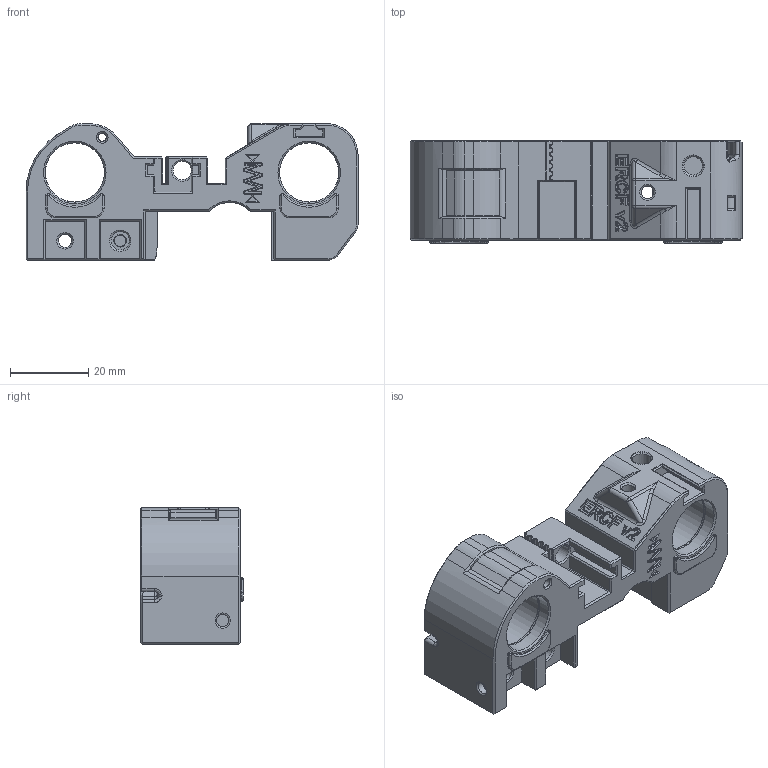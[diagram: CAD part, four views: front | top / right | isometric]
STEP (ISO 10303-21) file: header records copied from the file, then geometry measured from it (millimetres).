
FILE_DESCRIPTION(/* description */ (''),/* implementation_level */ '2;1');
FILE_NAME(/* name */ '[a]Selector_for_servo28mm.step',/* time_stamp */ '2024-08-11T09:32:59-04:00',/* author */ (''),/* organization */ (''),/* preprocessor_version */ 'ST-DEVELOPER v20',/* originating_system */ 'Autodesk Translation Framework v13.14.0.145',/* authorisation */ '');
FILE_SCHEMA (('AUTOMOTIVE_DESIGN { 1 0 10303 214 3 1 1 }'));
Length unit declared in the file: millimetre
Products named in the file (2): [a]Selector_for_servo28mm; built_in_support
Assembly tree (1 placements, depth 2):
  [a]Selector_for_servo28mm
    built_in_support
Bounding box: 85 x 26.3 x 35 mm (x, y, z)
Volume: 34968.2 mm3; surface area: 20547.1 mm2
Topology: 4 solids, 12 shells, 1050 faces, 2627 edges, 1611 vertices
Faces by surface type: plane 609, cylinder 194, bspline 122, cone 92, torus 31, sphere 2
Full cylindrical faces by diameter (mm): 2 x2, 2.2 x4, 2.9 x1, 3 x1, 3.1 x1, 3.188 x1, 3.2 x2, 3.4 x1, 4 x1, 4.7 x4, 6.6 x1, 15.15 x4, 15.2 x6
Entity records: 36503 total; most frequent: CARTESIAN_POINT 11982, ORIENTED_EDGE 5242, DIRECTION 4755, EDGE_CURVE 2621, LINE 1805, VECTOR 1805, VERTEX_POINT 1611, AXIS2_PLACEMENT_3D 1475
